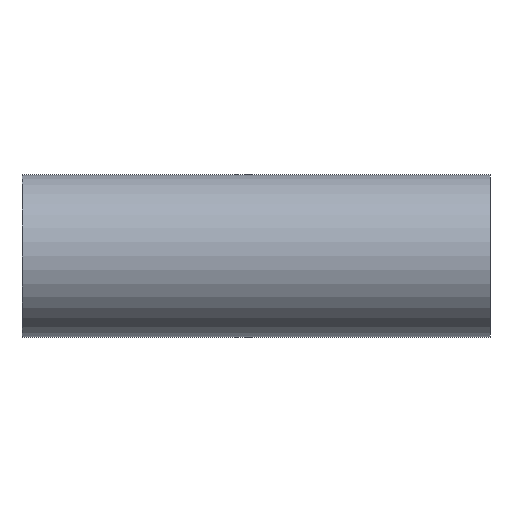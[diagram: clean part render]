
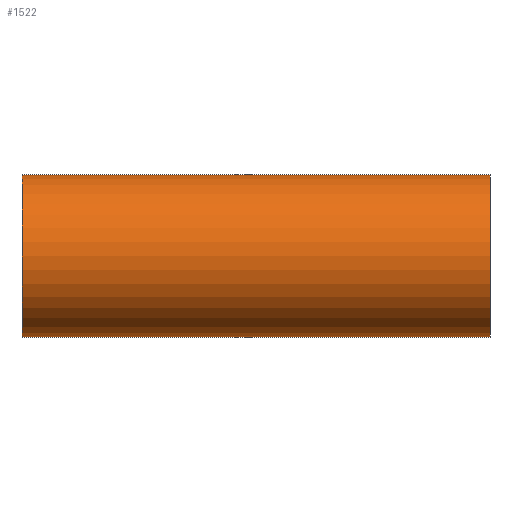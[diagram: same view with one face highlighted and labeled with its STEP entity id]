
A CAD part, front view. The second image highlights one B-rep face of the part: STEP entity #1522.
In plain terms, the highlighted cylindrical face has radius 25.4 mm (diameter 50.8 mm), a partial arc.
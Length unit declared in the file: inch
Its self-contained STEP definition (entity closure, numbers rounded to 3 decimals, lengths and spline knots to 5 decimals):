
#100 = DIRECTION ( 'NONE',  ( 0., 0., -1. ) ) ;
#116 = VERTEX_POINT ( 'NONE', #2191 ) ;
#119 = CARTESIAN_POINT ( 'NONE',  ( 2.87402, 0., 0. ) ) ;
#290 = DIRECTION ( 'NONE',  ( -1., 0., 0. ) ) ;
#296 = CARTESIAN_POINT ( 'NONE',  ( -2.87402, 0., 0. ) ) ;
#442 = AXIS2_PLACEMENT_3D ( 'NONE', #296, #647, #1981 ) ;
#495 = ORIENTED_EDGE ( 'NONE', *, *, #1723, .T. ) ;
#554 = AXIS2_PLACEMENT_3D ( 'NONE', #590, #900, #1226 ) ;
#590 = CARTESIAN_POINT ( 'NONE',  ( 2.87402, 0., 0. ) ) ;
#647 = DIRECTION ( 'NONE',  ( 1., 0., 0. ) ) ;
#719 = ORIENTED_EDGE ( 'NONE', *, *, #1083, .T. ) ;
#722 = CIRCLE ( 'NONE', #442, 1. ) ;
#726 = DIRECTION ( 'NONE',  ( -1., 0., 0. ) ) ;
#870 = VERTEX_POINT ( 'NONE', #1199 ) ;
#900 = DIRECTION ( 'NONE',  ( -1., 0., 0. ) ) ;
#997 = EDGE_LOOP ( 'NONE', ( #1489, #2027, #495, #719 ) ) ;
#1083 = EDGE_CURVE ( 'NONE', #1713, #1270, #722, .T. ) ;
#1108 = DIRECTION ( 'NONE',  ( 1., 0., 0. ) ) ;
#1199 = CARTESIAN_POINT ( 'NONE',  ( 2.87402, 0., 1. ) ) ;
#1226 = DIRECTION ( 'NONE',  ( 0., 0., 1. ) ) ;
#1270 = VERTEX_POINT ( 'NONE', #1562 ) ;
#1322 = EDGE_CURVE ( 'NONE', #870, #116, #1652, .T. ) ;
#1341 = AXIS2_PLACEMENT_3D ( 'NONE', #119, #1108, #100 ) ;
#1384 = FACE_OUTER_BOUND ( 'NONE', #997, .T. ) ;
#1489 = ORIENTED_EDGE ( 'NONE', *, *, #2065, .F. ) ;
#1522 = ADVANCED_FACE ( 'NONE', ( #1384 ), #2050, .T. ) ;
#1562 = CARTESIAN_POINT ( 'NONE',  ( -2.87402, 0., -1. ) ) ;
#1652 = CIRCLE ( 'NONE', #1341, 1. ) ;
#1653 = CARTESIAN_POINT ( 'NONE',  ( -2.87402, 0., 1. ) ) ;
#1670 = VECTOR ( 'NONE', #726, 39.37008 ) ;
#1713 = VERTEX_POINT ( 'NONE', #1653 ) ;
#1723 = EDGE_CURVE ( 'NONE', #870, #1713, #1751, .T. ) ;
#1739 = CARTESIAN_POINT ( 'NONE',  ( 2.87402, 0., -1. ) ) ;
#1751 = LINE ( 'NONE', #1821, #1874 ) ;
#1821 = CARTESIAN_POINT ( 'NONE',  ( 2.87402, 0., 1. ) ) ;
#1874 = VECTOR ( 'NONE', #290, 39.37008 ) ;
#1981 = DIRECTION ( 'NONE',  ( 0., 0., -1. ) ) ;
#2027 = ORIENTED_EDGE ( 'NONE', *, *, #1322, .F. ) ;
#2050 = CYLINDRICAL_SURFACE ( 'NONE', #554, 1. ) ;
#2065 = EDGE_CURVE ( 'NONE', #116, #1270, #2124, .T. ) ;
#2124 = LINE ( 'NONE', #1739, #1670 ) ;
#2191 = CARTESIAN_POINT ( 'NONE',  ( 2.87402, 0., -1. ) ) ;
